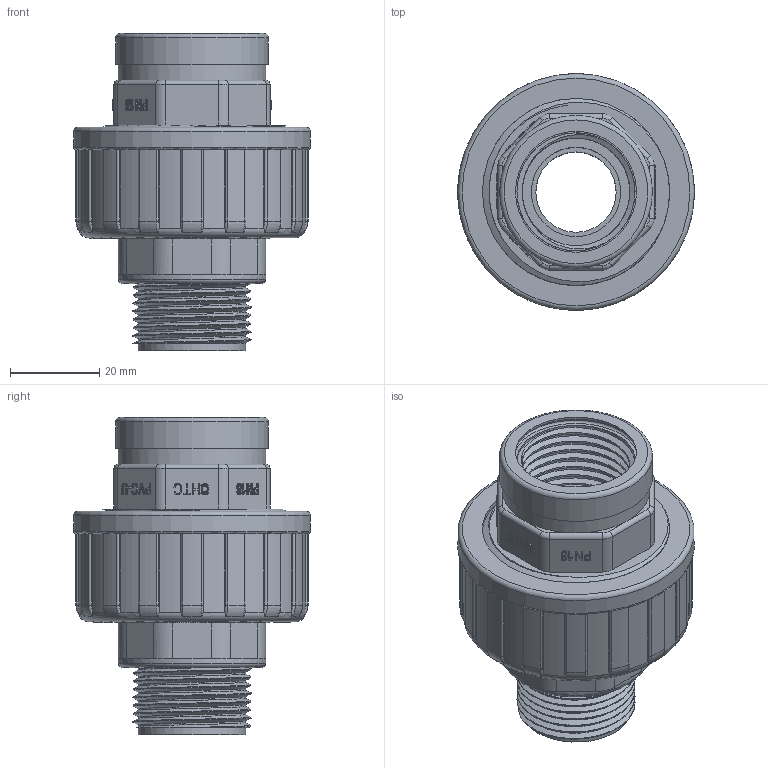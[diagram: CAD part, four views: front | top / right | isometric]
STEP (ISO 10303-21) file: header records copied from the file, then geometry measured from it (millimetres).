
FILE_DESCRIPTION(/* description */ (''),/* implementation_level */ '2;1');
FILE_NAME(/* name */ 'V1F025+铁圈.stp',/* time_stamp */ '2025-03-29T15:27:58+08:00',/* author */ (''),/* organization */ (''),/* preprocessor_version */ 'ST-DEVELOPER v16',/* originating_system */ 'SIEMENS PLM Software NX 10.0',/* authorisation */ '');
FILE_SCHEMA (('AUTOMOTIVE_DESIGN { 1 0 10303 214 3 1 1 1 }'));
Length unit declared in the file: millimetre
Products named in the file (1): gelv1774380Bv02x
Bounding box: 53 x 53 x 71 mm (x, y, z)
Volume: 62950.8 mm3; surface area: 33649.6 mm2
Topology: 5 solids, 5 shells, 917 faces, 2417 edges, 1578 vertices
Faces by surface type: plane 441, extrusion 247, cylinder 153, bspline 43, torus 33
Full cylindrical faces by diameter (mm): 1.243 x1, 1.657 x1, 2 x1, 3 x1, 18 x1, 20 x1, 24 x1, 24.117 x8, 26.441 x7, 27.1 x1, 29 x1, 32 x1, 33 x2, 33.2 x1, 34.2 x1, 34.8 x1, 35.2 x1, 38.5 x1, 38.952 x6, 41.91 x8, 53 x1
Entity records: 37913 total; most frequent: CARTESIAN_POINT 18474, ORIENTED_EDGE 4572, DIRECTION 2822, EDGE_CURVE 2286, VERTEX_POINT 1508, B_SPLINE_CURVE_WITH_KNOTS 1471, EDGE_LOOP 995, VECTOR 994
